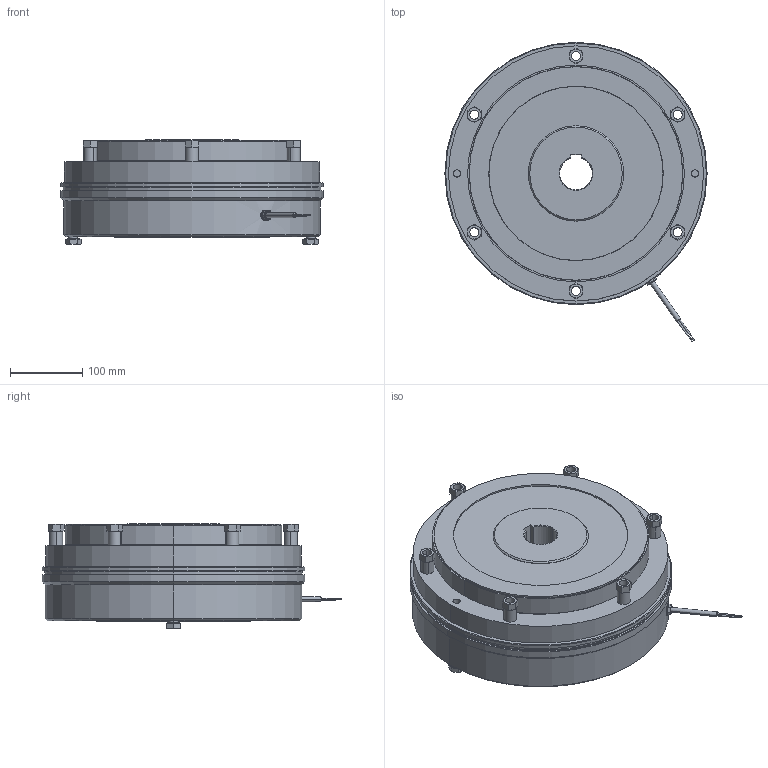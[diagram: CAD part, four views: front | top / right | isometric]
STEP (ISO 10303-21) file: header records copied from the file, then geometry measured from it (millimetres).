
FILE_DESCRIPTION (( 'STEP AP214' ), '1' );
FILE_NAME ('dr_bk_11_38_mu.STEP', '2021-11-04T07:25:11', ( '' ), ( '' ), 'SwSTEP 2.0', 'SolidWorks 2019', '' );
FILE_SCHEMA (( 'AUTOMOTIVE_DESIGN' ));
Length unit declared in the file: millimetre
Products named in the file (6): 10068525_000; dr_bk_11_38_mu; 10068527_000; 10068533_000; 10068526_000; 10068523_000
Assembly tree (11 placements, depth 2):
  dr_bk_11_38_mu
    10068533_000
    10068526_000
    10068523_000
    10068525_000  x6
    10068527_000  x2
Bounding box: 363 x 414.12 x 144.4 mm (x, y, z)
Volume: 11269575.5 mm3; surface area: 959915.4 mm2
Topology: 18 solids, 18 shells, 523 faces, 1133 edges, 683 vertices
Faces by surface type: cylinder 207, plane 170, cone 128, torus 12, sphere 6
Entity records: 14858 total; most frequent: DIRECTION 2059, CARTESIAN_POINT 2041, ORIENTED_EDGE 1674, AXIS2_PLACEMENT_3D 848, EDGE_CURVE 837, VERTEX_POINT 512, EDGE_LOOP 483, CIRCLE 441
